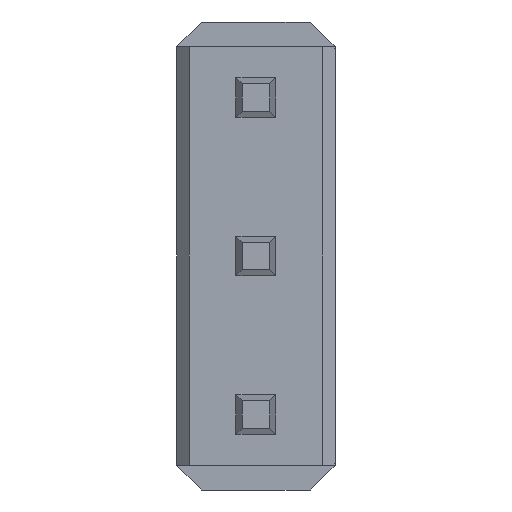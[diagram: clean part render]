
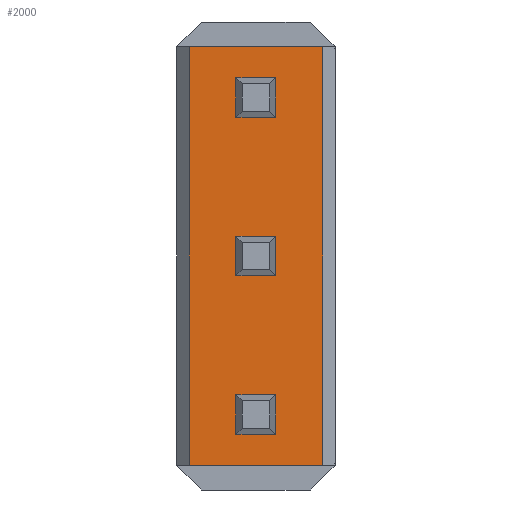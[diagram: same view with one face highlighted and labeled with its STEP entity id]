
A CAD part, front view. The second image highlights one B-rep face of the part: STEP entity #2000.
In plain terms, the highlighted planar face has unit normal (0, -1, 0).
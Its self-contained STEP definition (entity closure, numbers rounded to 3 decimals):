
#37 = EDGE_CURVE ( 'NONE', #1888, #1717, #704, .T. ) ;
#68 = EDGE_LOOP ( 'NONE', ( #500, #838, #536, #1982 ) ) ;
#88 = CARTESIAN_POINT ( 'NONE',  ( -1.27, 0.54, 3.35 ) ) ;
#93 = VECTOR ( 'NONE', #2326, 1000. ) ;
#103 = LINE ( 'NONE', #1147, #1508 ) ;
#112 = ORIENTED_EDGE ( 'NONE', *, *, #1374, .T. ) ;
#117 = CARTESIAN_POINT ( 'NONE',  ( -0.32, 0.54, 2.22 ) ) ;
#131 = VERTEX_POINT ( 'NONE', #2258 ) ;
#166 = EDGE_LOOP ( 'NONE', ( #1462, #112, #399, #1909 ) ) ;
#207 = DIRECTION ( 'NONE',  ( 0., 0., -1. ) ) ;
#210 = EDGE_CURVE ( 'NONE', #1052, #351, #503, .T. ) ;
#269 = EDGE_CURVE ( 'NONE', #996, #2301, #560, .T. ) ;
#302 = LINE ( 'NONE', #1262, #833 ) ;
#303 = CARTESIAN_POINT ( 'NONE',  ( 0.32, 0.54, -2.86 ) ) ;
#323 = ORIENTED_EDGE ( 'NONE', *, *, #1165, .T. ) ;
#351 = VERTEX_POINT ( 'NONE', #2162 ) ;
#352 = DIRECTION ( 'NONE',  ( 0., 0., -1. ) ) ;
#377 = AXIS2_PLACEMENT_3D ( 'NONE', #745, #2014, #925 ) ;
#399 = ORIENTED_EDGE ( 'NONE', *, *, #2205, .T. ) ;
#433 = VERTEX_POINT ( 'NONE', #1440 ) ;
#457 = PLANE ( 'NONE',  #377 ) ;
#460 = CARTESIAN_POINT ( 'NONE',  ( -0.32, 0.54, -2.22 ) ) ;
#466 = LINE ( 'NONE', #1956, #1395 ) ;
#497 = CARTESIAN_POINT ( 'NONE',  ( 1.07, 0.54, 3.35 ) ) ;
#498 = VECTOR ( 'NONE', #935, 1000. ) ;
#500 = ORIENTED_EDGE ( 'NONE', *, *, #1901, .T. ) ;
#503 = LINE ( 'NONE', #1807, #93 ) ;
#524 = LINE ( 'NONE', #497, #547 ) ;
#536 = ORIENTED_EDGE ( 'NONE', *, *, #210, .T. ) ;
#547 = VECTOR ( 'NONE', #1779, 1000. ) ;
#560 = LINE ( 'NONE', #1121, #824 ) ;
#566 = EDGE_CURVE ( 'NONE', #995, #433, #629, .T. ) ;
#585 = VERTEX_POINT ( 'NONE', #2120 ) ;
#629 = LINE ( 'NONE', #88, #1865 ) ;
#704 = LINE ( 'NONE', #1501, #1569 ) ;
#709 = DIRECTION ( 'NONE',  ( 0., 0., -1. ) ) ;
#721 = CARTESIAN_POINT ( 'NONE',  ( -0.32, 0.54, 2.86 ) ) ;
#729 = LINE ( 'NONE', #721, #1653 ) ;
#731 = CARTESIAN_POINT ( 'NONE',  ( -0.32, 0.54, -2.22 ) ) ;
#732 = VERTEX_POINT ( 'NONE', #968 ) ;
#745 = CARTESIAN_POINT ( 'NONE',  ( -1.27, 0.54, 3.35 ) ) ;
#758 = EDGE_CURVE ( 'NONE', #2275, #1052, #103, .T. ) ;
#768 = VERTEX_POINT ( 'NONE', #1697 ) ;
#783 = CARTESIAN_POINT ( 'NONE',  ( -0.32, 0.54, 2.86 ) ) ;
#793 = CARTESIAN_POINT ( 'NONE',  ( -0.32, 0.54, -0.32 ) ) ;
#799 = EDGE_CURVE ( 'NONE', #131, #996, #1916, .T. ) ;
#805 = CARTESIAN_POINT ( 'NONE',  ( 0.32, 0.54, -2.22 ) ) ;
#824 = VECTOR ( 'NONE', #928, 1000. ) ;
#833 = VECTOR ( 'NONE', #352, 1000. ) ;
#838 = ORIENTED_EDGE ( 'NONE', *, *, #758, .T. ) ;
#860 = DIRECTION ( 'NONE',  ( -1., 0., 0. ) ) ;
#863 = FACE_BOUND ( 'NONE', #166, .T. ) ;
#908 = DIRECTION ( 'NONE',  ( 1., 0., 0. ) ) ;
#925 = DIRECTION ( 'NONE',  ( 0., 0., 1. ) ) ;
#928 = DIRECTION ( 'NONE',  ( 0., 0., -1. ) ) ;
#935 = DIRECTION ( 'NONE',  ( -1., 0., 0. ) ) ;
#956 = VECTOR ( 'NONE', #1295, 1000. ) ;
#968 = CARTESIAN_POINT ( 'NONE',  ( 0.32, 0.54, -0.32 ) ) ;
#973 = VECTOR ( 'NONE', #1404, 1000. ) ;
#995 = VERTEX_POINT ( 'NONE', #1581 ) ;
#996 = VERTEX_POINT ( 'NONE', #805 ) ;
#1023 = ORIENTED_EDGE ( 'NONE', *, *, #1458, .T. ) ;
#1034 = EDGE_CURVE ( 'NONE', #433, #768, #524, .T. ) ;
#1042 = LINE ( 'NONE', #2202, #498 ) ;
#1052 = VERTEX_POINT ( 'NONE', #1609 ) ;
#1080 = CARTESIAN_POINT ( 'NONE',  ( -1.07, 0.54, 3.35 ) ) ;
#1121 = CARTESIAN_POINT ( 'NONE',  ( 0.32, 0.54, -2.22 ) ) ;
#1147 = CARTESIAN_POINT ( 'NONE',  ( -0.32, 0.54, -0.32 ) ) ;
#1154 = DIRECTION ( 'NONE',  ( 0., 0., 1. ) ) ;
#1165 = EDGE_CURVE ( 'NONE', #1855, #1888, #729, .T. ) ;
#1251 = EDGE_CURVE ( 'NONE', #1717, #2296, #1042, .T. ) ;
#1262 = CARTESIAN_POINT ( 'NONE',  ( 0.32, 0.54, -0.32 ) ) ;
#1293 = LINE ( 'NONE', #117, #973 ) ;
#1295 = DIRECTION ( 'NONE',  ( 1., 0., 0. ) ) ;
#1315 = ORIENTED_EDGE ( 'NONE', *, *, #1393, .T. ) ;
#1367 = ORIENTED_EDGE ( 'NONE', *, *, #1034, .F. ) ;
#1371 = FACE_OUTER_BOUND ( 'NONE', #1991, .T. ) ;
#1374 = EDGE_CURVE ( 'NONE', #2301, #585, #2209, .T. ) ;
#1393 = EDGE_CURVE ( 'NONE', #1689, #768, #466, .T. ) ;
#1395 = VECTOR ( 'NONE', #2140, 1000. ) ;
#1396 = CARTESIAN_POINT ( 'NONE',  ( -0.32, 0.54, -0.32 ) ) ;
#1404 = DIRECTION ( 'NONE',  ( 0., 0., 1. ) ) ;
#1422 = FACE_BOUND ( 'NONE', #68, .T. ) ;
#1427 = EDGE_LOOP ( 'NONE', ( #2269, #323, #1596, #1436 ) ) ;
#1436 = ORIENTED_EDGE ( 'NONE', *, *, #1251, .T. ) ;
#1437 = EDGE_CURVE ( 'NONE', #351, #732, #302, .T. ) ;
#1440 = CARTESIAN_POINT ( 'NONE',  ( 1.07, 0.54, 3.35 ) ) ;
#1458 = EDGE_CURVE ( 'NONE', #995, #1689, #1708, .T. ) ;
#1462 = ORIENTED_EDGE ( 'NONE', *, *, #269, .T. ) ;
#1463 = VECTOR ( 'NONE', #1915, 1000. ) ;
#1501 = CARTESIAN_POINT ( 'NONE',  ( 0.32, 0.54, 2.22 ) ) ;
#1508 = VECTOR ( 'NONE', #1154, 1000. ) ;
#1539 = DIRECTION ( 'NONE',  ( -1., 0., 0. ) ) ;
#1569 = VECTOR ( 'NONE', #207, 1000. ) ;
#1581 = CARTESIAN_POINT ( 'NONE',  ( -1.07, 0.54, 3.35 ) ) ;
#1596 = ORIENTED_EDGE ( 'NONE', *, *, #37, .T. ) ;
#1609 = CARTESIAN_POINT ( 'NONE',  ( -0.32, 0.54, 0.32 ) ) ;
#1652 = VECTOR ( 'NONE', #709, 1000. ) ;
#1653 = VECTOR ( 'NONE', #908, 1000. ) ;
#1689 = VERTEX_POINT ( 'NONE', #2179 ) ;
#1697 = CARTESIAN_POINT ( 'NONE',  ( 1.07, 0.54, -3.35 ) ) ;
#1706 = LINE ( 'NONE', #793, #2003 ) ;
#1708 = LINE ( 'NONE', #1080, #1652 ) ;
#1717 = VERTEX_POINT ( 'NONE', #1837 ) ;
#1779 = DIRECTION ( 'NONE',  ( 0., 0., -1. ) ) ;
#1807 = CARTESIAN_POINT ( 'NONE',  ( -0.32, 0.54, 0.32 ) ) ;
#1837 = CARTESIAN_POINT ( 'NONE',  ( 0.32, 0.54, 2.22 ) ) ;
#1845 = FACE_BOUND ( 'NONE', #1427, .T. ) ;
#1855 = VERTEX_POINT ( 'NONE', #783 ) ;
#1865 = VECTOR ( 'NONE', #2293, 1000. ) ;
#1885 = ORIENTED_EDGE ( 'NONE', *, *, #566, .F. ) ;
#1888 = VERTEX_POINT ( 'NONE', #2236 ) ;
#1901 = EDGE_CURVE ( 'NONE', #732, #2275, #1706, .T. ) ;
#1909 = ORIENTED_EDGE ( 'NONE', *, *, #799, .T. ) ;
#1915 = DIRECTION ( 'NONE',  ( 0., 0., 1. ) ) ;
#1916 = LINE ( 'NONE', #731, #956 ) ;
#1921 = VECTOR ( 'NONE', #860, 1000. ) ;
#1932 = LINE ( 'NONE', #460, #1463 ) ;
#1956 = CARTESIAN_POINT ( 'NONE',  ( -1.27, 0.54, -3.35 ) ) ;
#1982 = ORIENTED_EDGE ( 'NONE', *, *, #1437, .T. ) ;
#1991 = EDGE_LOOP ( 'NONE', ( #1367, #1885, #1023, #1315 ) ) ;
#2000 = ADVANCED_FACE ( 'NONE', ( #863, #1422, #1845, #1371 ), #457, .F. ) ;
#2003 = VECTOR ( 'NONE', #1539, 1000. ) ;
#2014 = DIRECTION ( 'NONE',  ( 0., 1., 0. ) ) ;
#2120 = CARTESIAN_POINT ( 'NONE',  ( -0.32, 0.54, -2.86 ) ) ;
#2133 = CARTESIAN_POINT ( 'NONE',  ( -0.32, 0.54, -2.86 ) ) ;
#2140 = DIRECTION ( 'NONE',  ( 1., 0., 0. ) ) ;
#2162 = CARTESIAN_POINT ( 'NONE',  ( 0.32, 0.54, 0.32 ) ) ;
#2179 = CARTESIAN_POINT ( 'NONE',  ( -1.07, 0.54, -3.35 ) ) ;
#2202 = CARTESIAN_POINT ( 'NONE',  ( -0.32, 0.54, 2.22 ) ) ;
#2205 = EDGE_CURVE ( 'NONE', #585, #131, #1932, .T. ) ;
#2209 = LINE ( 'NONE', #2133, #1921 ) ;
#2236 = CARTESIAN_POINT ( 'NONE',  ( 0.32, 0.54, 2.86 ) ) ;
#2258 = CARTESIAN_POINT ( 'NONE',  ( -0.32, 0.54, -2.22 ) ) ;
#2269 = ORIENTED_EDGE ( 'NONE', *, *, #2294, .T. ) ;
#2275 = VERTEX_POINT ( 'NONE', #1396 ) ;
#2292 = CARTESIAN_POINT ( 'NONE',  ( -0.32, 0.54, 2.22 ) ) ;
#2293 = DIRECTION ( 'NONE',  ( 1., 0., 0. ) ) ;
#2294 = EDGE_CURVE ( 'NONE', #2296, #1855, #1293, .T. ) ;
#2296 = VERTEX_POINT ( 'NONE', #2292 ) ;
#2301 = VERTEX_POINT ( 'NONE', #303 ) ;
#2326 = DIRECTION ( 'NONE',  ( 1., 0., 0. ) ) ;
